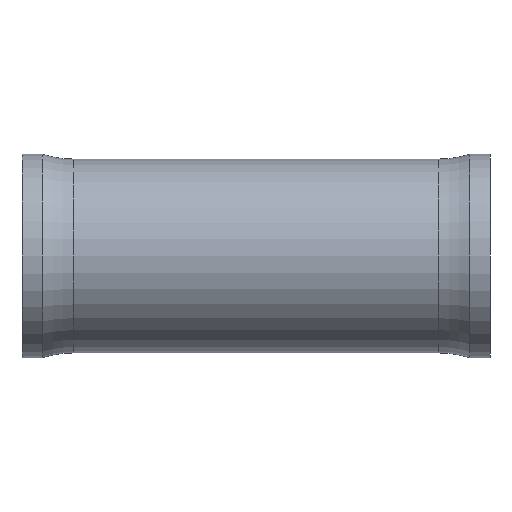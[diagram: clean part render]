
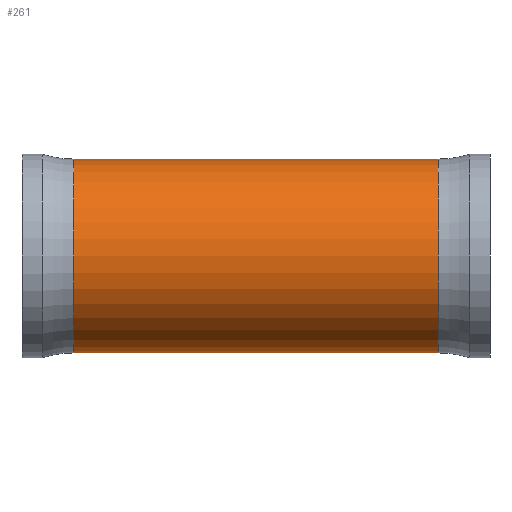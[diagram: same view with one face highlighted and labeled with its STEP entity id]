
A CAD part, left-side view. The second image highlights one B-rep face of the part: STEP entity #261.
In plain terms, the highlighted cylindrical face has radius 23.812 mm (diameter 47.625 mm), a partial arc.
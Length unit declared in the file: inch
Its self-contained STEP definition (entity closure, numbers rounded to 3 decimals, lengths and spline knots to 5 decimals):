
#10 = VERTEX_POINT ( 'NONE', #397 ) ;
#11 = DIRECTION ( 'NONE',  ( 0., 1., 0. ) ) ;
#25 = DIRECTION ( 'NONE',  ( 0., 0., 1. ) ) ;
#27 = EDGE_CURVE ( 'NONE', #328, #10, #495, .T. ) ;
#47 = CIRCLE ( 'NONE', #454, 0.9375 ) ;
#50 = EDGE_CURVE ( 'NONE', #85, #10, #468, .T. ) ;
#72 = ORIENTED_EDGE ( 'NONE', *, *, #466, .F. ) ;
#85 = VERTEX_POINT ( 'NONE', #89 ) ;
#89 = CARTESIAN_POINT ( 'NONE',  ( 0., 4.02917, -0.9375 ) ) ;
#123 = DIRECTION ( 'NONE',  ( 0., 0., 1. ) ) ;
#132 = ORIENTED_EDGE ( 'NONE', *, *, #508, .T. ) ;
#135 = DIRECTION ( 'NONE',  ( 0., 1., 0. ) ) ;
#142 = CARTESIAN_POINT ( 'NONE',  ( 0., 0.49839, -0.9375 ) ) ;
#166 = CARTESIAN_POINT ( 'NONE',  ( 0., 5.49933, 0. ) ) ;
#240 = LINE ( 'NONE', #275, #554 ) ;
#257 = CARTESIAN_POINT ( 'NONE',  ( 0., 4.02917, 0. ) ) ;
#261 = ADVANCED_FACE ( 'NONE', ( #435 ), #343, .T. ) ;
#262 = CARTESIAN_POINT ( 'NONE',  ( 0., 0.49839, 0. ) ) ;
#275 = CARTESIAN_POINT ( 'NONE',  ( 0., 5.49933, -0.9375 ) ) ;
#289 = DIRECTION ( 'NONE',  ( 0., 1., 0. ) ) ;
#294 = AXIS2_PLACEMENT_3D ( 'NONE', #257, #11, #25 ) ;
#328 = VERTEX_POINT ( 'NONE', #478 ) ;
#343 = CYLINDRICAL_SURFACE ( 'NONE', #577, 0.9375 ) ;
#358 = EDGE_LOOP ( 'NONE', ( #72, #132, #535, #544 ) ) ;
#393 = DIRECTION ( 'NONE',  ( 0., 0., 1. ) ) ;
#395 = DIRECTION ( 'NONE',  ( 0., 1., 0. ) ) ;
#397 = CARTESIAN_POINT ( 'NONE',  ( 0., 4.02917, 0.9375 ) ) ;
#416 = CARTESIAN_POINT ( 'NONE',  ( 0., 5.49933, 0.9375 ) ) ;
#435 = FACE_OUTER_BOUND ( 'NONE', #358, .T. ) ;
#454 = AXIS2_PLACEMENT_3D ( 'NONE', #262, #395, #393 ) ;
#459 = DIRECTION ( 'NONE',  ( 0., 1., 0. ) ) ;
#466 = EDGE_CURVE ( 'NONE', #505, #85, #240, .T. ) ;
#468 = CIRCLE ( 'NONE', #294, 0.9375 ) ;
#478 = CARTESIAN_POINT ( 'NONE',  ( 0., 0.49839, 0.9375 ) ) ;
#488 = VECTOR ( 'NONE', #135, 39.37008 ) ;
#495 = LINE ( 'NONE', #416, #488 ) ;
#505 = VERTEX_POINT ( 'NONE', #142 ) ;
#508 = EDGE_CURVE ( 'NONE', #505, #328, #47, .T. ) ;
#535 = ORIENTED_EDGE ( 'NONE', *, *, #27, .T. ) ;
#544 = ORIENTED_EDGE ( 'NONE', *, *, #50, .F. ) ;
#554 = VECTOR ( 'NONE', #459, 39.37008 ) ;
#577 = AXIS2_PLACEMENT_3D ( 'NONE', #166, #289, #123 ) ;
